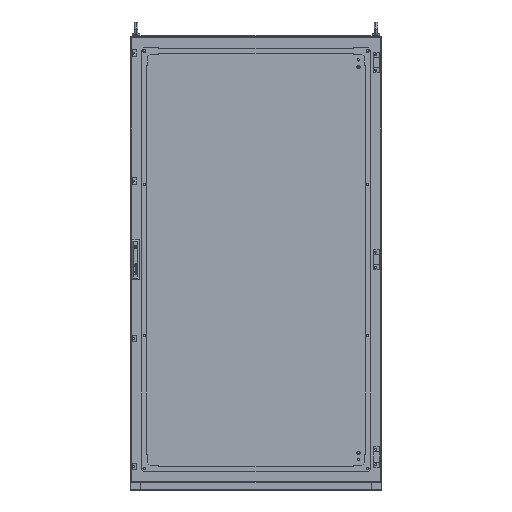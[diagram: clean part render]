
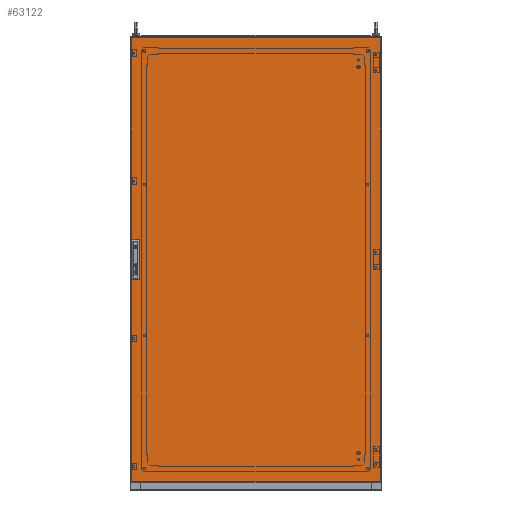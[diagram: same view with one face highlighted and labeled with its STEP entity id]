
A CAD part, top view. The second image highlights one B-rep face of the part: STEP entity #63122.
In plain terms, the highlighted planar face has unit normal (0, 0, 1).
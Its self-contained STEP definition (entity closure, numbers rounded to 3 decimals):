
#1147 = ORIENTED_EDGE ( 'NONE', *, *, #119207, .F. ) ;
#1836 = VECTOR ( 'NONE', #154649, 1000. ) ;
#2922 = ORIENTED_EDGE ( 'NONE', *, *, #45078, .F. ) ;
#4961 = VERTEX_POINT ( 'NONE', #125639 ) ;
#6228 = LINE ( 'NONE', #48813, #57572 ) ;
#10615 = DIRECTION ( 'NONE',  ( 0., 1., 0. ) ) ;
#15637 = LINE ( 'NONE', #74832, #49273 ) ;
#19924 = CARTESIAN_POINT ( 'NONE',  ( -465.7, -11.5, 0. ) ) ;
#20387 = FACE_BOUND ( 'NONE', #117985, .T. ) ;
#21264 = CARTESIAN_POINT ( 'NONE',  ( -497., 897., 0. ) ) ;
#21284 = ORIENTED_EDGE ( 'NONE', *, *, #64221, .F. ) ;
#23072 = VECTOR ( 'NONE', #32808, 1000. ) ;
#25004 = VECTOR ( 'NONE', #59785, 1000. ) ;
#30118 = EDGE_LOOP ( 'NONE', ( #21284, #48968, #1147, #54831 ) ) ;
#32185 = DIRECTION ( 'NONE',  ( 1., 0., 0. ) ) ;
#32343 = ORIENTED_EDGE ( 'NONE', *, *, #102731, .T. ) ;
#32808 = DIRECTION ( 'NONE',  ( 1., 0., 0. ) ) ;
#33762 = LINE ( 'NONE', #19924, #25004 ) ;
#34685 = CARTESIAN_POINT ( 'NONE',  ( -490.7, 38.5, 0. ) ) ;
#39254 = EDGE_CURVE ( 'NONE', #116435, #53279, #133991, .T. ) ;
#39279 = VECTOR ( 'NONE', #86308, 1000. ) ;
#39315 = CARTESIAN_POINT ( 'NONE',  ( 497., 897., 0. ) ) ;
#44884 = CARTESIAN_POINT ( 'NONE',  ( -497., -870., 0. ) ) ;
#45078 = EDGE_CURVE ( 'NONE', #115077, #116435, #127181, .T. ) ;
#45475 = CARTESIAN_POINT ( 'NONE',  ( -497., 897., 0. ) ) ;
#45617 = AXIS2_PLACEMENT_3D ( 'NONE', #62933, #134440, #175168 ) ;
#47884 = VERTEX_POINT ( 'NONE', #104104 ) ;
#48403 = EDGE_CURVE ( 'NONE', #91186, #76030, #52255, .T. ) ;
#48813 = CARTESIAN_POINT ( 'NONE',  ( -490.7, -61.5, 0. ) ) ;
#48968 = ORIENTED_EDGE ( 'NONE', *, *, #158160, .F. ) ;
#49273 = VECTOR ( 'NONE', #32185, 1000. ) ;
#50172 = CARTESIAN_POINT ( 'NONE',  ( 497., -870., 0. ) ) ;
#52255 = LINE ( 'NONE', #39315, #75882 ) ;
#53279 = VERTEX_POINT ( 'NONE', #140185 ) ;
#53843 = VERTEX_POINT ( 'NONE', #108016 ) ;
#54831 = ORIENTED_EDGE ( 'NONE', *, *, #183239, .F. ) ;
#55325 = VECTOR ( 'NONE', #163575, 1000. ) ;
#57572 = VECTOR ( 'NONE', #122165, 1000. ) ;
#57614 = ORIENTED_EDGE ( 'NONE', *, *, #149089, .F. ) ;
#59785 = DIRECTION ( 'NONE',  ( -1., 0., 0. ) ) ;
#61206 = DIRECTION ( 'NONE',  ( 0., -1., 0. ) ) ;
#61537 = DIRECTION ( 'NONE',  ( -1., 0., 0. ) ) ;
#62933 = CARTESIAN_POINT ( 'NONE',  ( 0., 0., 0. ) ) ;
#63122 = ADVANCED_FACE ( 'NONE', ( #20387, #75961, #76895 ), #118723, .T. ) ;
#63590 = ORIENTED_EDGE ( 'NONE', *, *, #121168, .T. ) ;
#64166 = CARTESIAN_POINT ( 'NONE',  ( 497., 897., 0. ) ) ;
#64221 = EDGE_CURVE ( 'NONE', #53843, #126480, #6228, .T. ) ;
#66813 = ORIENTED_EDGE ( 'NONE', *, *, #48403, .T. ) ;
#66956 = CARTESIAN_POINT ( 'NONE',  ( -490.7, -61.5, 0. ) ) ;
#74832 = CARTESIAN_POINT ( 'NONE',  ( -465.7, -61.5, 0. ) ) ;
#75882 = VECTOR ( 'NONE', #10615, 1000. ) ;
#75961 = FACE_BOUND ( 'NONE', #30118, .T. ) ;
#76030 = VERTEX_POINT ( 'NONE', #64166 ) ;
#76895 = FACE_OUTER_BOUND ( 'NONE', #128737, .T. ) ;
#78830 = VERTEX_POINT ( 'NONE', #120775 ) ;
#81912 = VECTOR ( 'NONE', #61206, 1000. ) ;
#81917 = LINE ( 'NONE', #96713, #55325 ) ;
#83557 = VECTOR ( 'NONE', #147937, 1000. ) ;
#84043 = ORIENTED_EDGE ( 'NONE', *, *, #39254, .F. ) ;
#84142 = CARTESIAN_POINT ( 'NONE',  ( -490.7, 88.5, 0. ) ) ;
#86308 = DIRECTION ( 'NONE',  ( -1., 0., 0. ) ) ;
#87992 = EDGE_CURVE ( 'NONE', #76030, #143272, #90322, .T. ) ;
#90322 = LINE ( 'NONE', #120062, #179369 ) ;
#91186 = VERTEX_POINT ( 'NONE', #50172 ) ;
#91816 = LINE ( 'NONE', #45475, #81912 ) ;
#96713 = CARTESIAN_POINT ( 'NONE',  ( -465.7, 38.5, 0. ) ) ;
#102731 = EDGE_CURVE ( 'NONE', #143272, #4961, #91816, .T. ) ;
#104104 = CARTESIAN_POINT ( 'NONE',  ( -465.7, 38.5, 0. ) ) ;
#108016 = CARTESIAN_POINT ( 'NONE',  ( -490.7, -11.5, 0. ) ) ;
#109593 = DIRECTION ( 'NONE',  ( 1., 0., 0. ) ) ;
#110523 = LINE ( 'NONE', #166089, #149122 ) ;
#113317 = CARTESIAN_POINT ( 'NONE',  ( -465.7, 88.5, 0. ) ) ;
#113625 = CARTESIAN_POINT ( 'NONE',  ( -465.7, -61.5, 0. ) ) ;
#115077 = VERTEX_POINT ( 'NONE', #180233 ) ;
#116435 = VERTEX_POINT ( 'NONE', #84142 ) ;
#117544 = ORIENTED_EDGE ( 'NONE', *, *, #87992, .T. ) ;
#117985 = EDGE_LOOP ( 'NONE', ( #84043, #2922, #57614, #162177 ) ) ;
#118723 = PLANE ( 'NONE',  #45617 ) ;
#119207 = EDGE_CURVE ( 'NONE', #127797, #78830, #124968, .T. ) ;
#120062 = CARTESIAN_POINT ( 'NONE',  ( -497., 897., 0. ) ) ;
#120775 = CARTESIAN_POINT ( 'NONE',  ( -465.7, -11.5, 0. ) ) ;
#121168 = EDGE_CURVE ( 'NONE', #4961, #91186, #129409, .T. ) ;
#122165 = DIRECTION ( 'NONE',  ( 0., -1., 0. ) ) ;
#124968 = LINE ( 'NONE', #127727, #1836 ) ;
#125639 = CARTESIAN_POINT ( 'NONE',  ( -497., -870., 0. ) ) ;
#126480 = VERTEX_POINT ( 'NONE', #66956 ) ;
#127181 = LINE ( 'NONE', #113317, #39279 ) ;
#127727 = CARTESIAN_POINT ( 'NONE',  ( -465.7, -61.5, 0. ) ) ;
#127797 = VERTEX_POINT ( 'NONE', #113625 ) ;
#128737 = EDGE_LOOP ( 'NONE', ( #32343, #63590, #66813, #117544 ) ) ;
#129409 = LINE ( 'NONE', #44884, #23072 ) ;
#133991 = LINE ( 'NONE', #34685, #83557 ) ;
#134440 = DIRECTION ( 'NONE',  ( 0., 0., 1. ) ) ;
#140185 = CARTESIAN_POINT ( 'NONE',  ( -490.7, 38.5, 0. ) ) ;
#143272 = VERTEX_POINT ( 'NONE', #21264 ) ;
#147937 = DIRECTION ( 'NONE',  ( 0., -1., 0. ) ) ;
#149089 = EDGE_CURVE ( 'NONE', #47884, #115077, #81917, .T. ) ;
#149122 = VECTOR ( 'NONE', #109593, 1000. ) ;
#153916 = EDGE_CURVE ( 'NONE', #53279, #47884, #110523, .T. ) ;
#154649 = DIRECTION ( 'NONE',  ( 0., 1., 0. ) ) ;
#158160 = EDGE_CURVE ( 'NONE', #78830, #53843, #33762, .T. ) ;
#162177 = ORIENTED_EDGE ( 'NONE', *, *, #153916, .F. ) ;
#163575 = DIRECTION ( 'NONE',  ( 0., 1., 0. ) ) ;
#166089 = CARTESIAN_POINT ( 'NONE',  ( -465.7, 38.5, 0. ) ) ;
#175168 = DIRECTION ( 'NONE',  ( 1., 0., 0. ) ) ;
#179369 = VECTOR ( 'NONE', #61537, 1000. ) ;
#180233 = CARTESIAN_POINT ( 'NONE',  ( -465.7, 88.5, 0. ) ) ;
#183239 = EDGE_CURVE ( 'NONE', #126480, #127797, #15637, .T. ) ;
